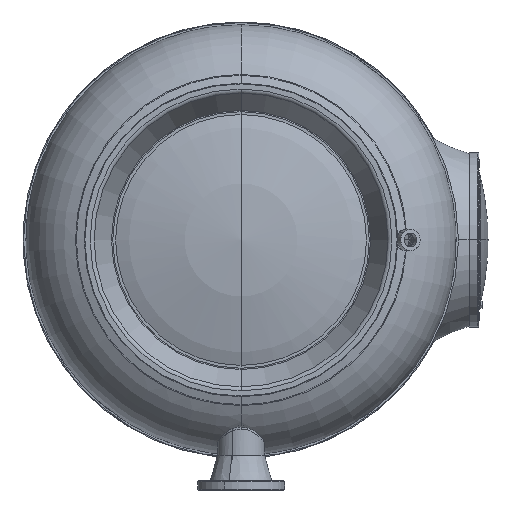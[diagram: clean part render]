
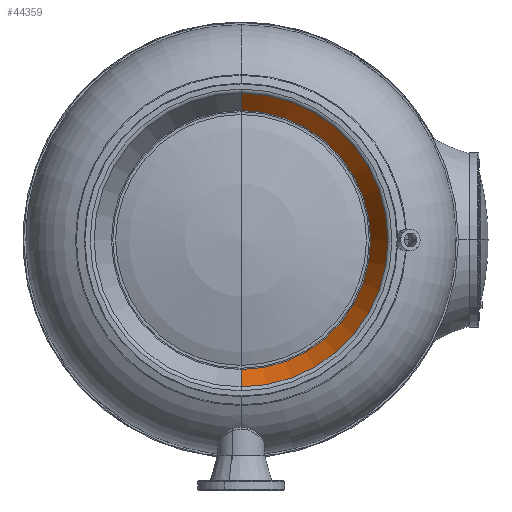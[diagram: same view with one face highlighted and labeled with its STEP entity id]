
A CAD part, front view. The second image highlights one B-rep face of the part: STEP entity #44359.
In plain terms, the highlighted conical face has half-angle 28.9 degrees and reference radius 1 mm.
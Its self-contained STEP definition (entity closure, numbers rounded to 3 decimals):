
#1282 = CARTESIAN_POINT ( 'NONE',  ( 449.999, -1525.813, -28.43 ) ) ;
#1965 = LINE ( 'NONE', #43238, #36766 ) ;
#2672 = DIRECTION ( 'NONE',  ( 0., -0.875, 0.483 ) ) ;
#2893 = CARTESIAN_POINT ( 'NONE',  ( 449.999, -763.95, -450. ) ) ;
#3416 = VERTEX_POINT ( 'NONE', #25247 ) ;
#4477 = ORIENTED_EDGE ( 'NONE', *, *, #18693, .F. ) ;
#6692 = DIRECTION ( 'NONE',  ( 0., -1., 0. ) ) ;
#8212 = ORIENTED_EDGE ( 'NONE', *, *, #11774, .T. ) ;
#8384 = ORIENTED_EDGE ( 'NONE', *, *, #25275, .T. ) ;
#10897 = VERTEX_POINT ( 'NONE', #19682 ) ;
#11580 = AXIS2_PLACEMENT_3D ( 'NONE', #48121, #24232, #44673 ) ;
#11761 = VECTOR ( 'NONE', #2672, 1000. ) ;
#11774 = EDGE_CURVE ( 'NONE', #19546, #3416, #1965, .T. ) ;
#14124 = AXIS2_PLACEMENT_3D ( 'NONE', #2893, #44419, #40441 ) ;
#15003 = CARTESIAN_POINT ( 'NONE',  ( 449.999, -1435.512, -821.721 ) ) ;
#17232 = CARTESIAN_POINT ( 'NONE',  ( 449.999, -1435.512, -78.279 ) ) ;
#17960 = CIRCLE ( 'NONE', #21934, 371.721 ) ;
#18230 = VERTEX_POINT ( 'NONE', #1282 ) ;
#18693 = EDGE_CURVE ( 'NONE', #10897, #18230, #21453, .T. ) ;
#18724 = EDGE_LOOP ( 'NONE', ( #8384, #4477, #33325, #8212 ) ) ;
#19546 = VERTEX_POINT ( 'NONE', #15003 ) ;
#19682 = CARTESIAN_POINT ( 'NONE',  ( 449.999, -1435.512, -78.279 ) ) ;
#21226 = DIRECTION ( 'NONE',  ( 0., -0.875, -0.483 ) ) ;
#21453 = LINE ( 'NONE', #17232, #11761 ) ;
#21934 = AXIS2_PLACEMENT_3D ( 'NONE', #36876, #6692, #43786 ) ;
#24232 = DIRECTION ( 'NONE',  ( 0., -1., 0. ) ) ;
#25247 = CARTESIAN_POINT ( 'NONE',  ( 449.999, -1525.813, -871.57 ) ) ;
#25275 = EDGE_CURVE ( 'NONE', #3416, #18230, #40785, .T. ) ;
#25870 = FACE_OUTER_BOUND ( 'NONE', #18724, .T. ) ;
#33325 = ORIENTED_EDGE ( 'NONE', *, *, #48594, .F. ) ;
#36766 = VECTOR ( 'NONE', #21226, 1000. ) ;
#36876 = CARTESIAN_POINT ( 'NONE',  ( 449.999, -1435.512, -450. ) ) ;
#37835 = CONICAL_SURFACE ( 'NONE', #14124, 1., 0.504 ) ;
#40441 = DIRECTION ( 'NONE',  ( 0., 0., 1. ) ) ;
#40785 = CIRCLE ( 'NONE', #11580, 421.57 ) ;
#43238 = CARTESIAN_POINT ( 'NONE',  ( 449.999, -1435.512, -821.721 ) ) ;
#43786 = DIRECTION ( 'NONE',  ( 0., 0., -1. ) ) ;
#44359 = ADVANCED_FACE ( 'NONE', ( #25870 ), #37835, .F. ) ;
#44419 = DIRECTION ( 'NONE',  ( 0., -1., 0. ) ) ;
#44673 = DIRECTION ( 'NONE',  ( 0., 0., -1. ) ) ;
#48121 = CARTESIAN_POINT ( 'NONE',  ( 449.999, -1525.813, -450. ) ) ;
#48594 = EDGE_CURVE ( 'NONE', #19546, #10897, #17960, .T. ) ;
